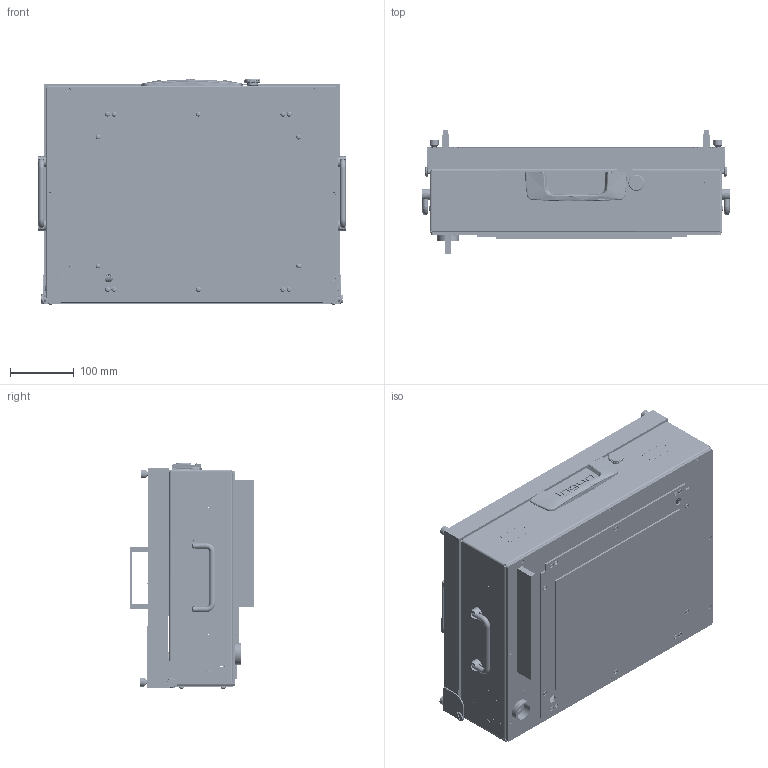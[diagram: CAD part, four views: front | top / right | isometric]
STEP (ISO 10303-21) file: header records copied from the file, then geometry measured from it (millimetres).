
FILE_DESCRIPTION (( 'STEP AP214' ), '1' );
FILE_NAME ('INGUN_114651.STEP', '2025-07-15T13:32:52', ( '' ), ( '' ), 'SwSTEP 2.0', 'SolidWorks 2023', '' );
FILE_SCHEMA (( 'AUTOMOTIVE_DESIGN' ));
Length unit declared in the file: millimetre
Products named in the file (73): 113690~4_S; 11657~0; 2196~7; 2497-1~0_6,3 mm Auge <Standard>; INFO_4562~3_Typenschild 1010; 19420~3; ISO7380~n_M04,0x010; ASR~asr_Øi05,2x03xØa10; 116282~0_S; 9905~1_S; 113517~0_S; 1607~1; 11683~0; 116281~0_S; DIN125~n_04,3 M04,0; DIN_6799_-_A2~n_d 5; DIN913~n_M03,0x06; 113674~0; 116284~0_S; 112024~0_S; 112838~2_S; ISO7380~n_M04,0x006; 113691~2_S; DIN7991~n_M04,0x012; 34848~0; 116128~1_S; Gewindebuchse~n_M04-07,5 offen; 114364~0_S; 2497-2~0_6,3 mm Auge <Standard>; 11655~0; 113751~1_S; 113752~1_S; ISO7380~n_M04,0x008; DIN934~n_M04,0 A2; 112025~4_S; 113673~0_S; 32171~1_S; 50889~1_KUNDE<S>; 114607~0_S; 114196_004~0_S ...
Assembly tree (164 placements, depth 5):
  INGUN_114651
    113690~4_S
      113691~2_S
      32171~1_S
      112992~2_S  x2
      49317~0  x2
      114196~0  x2
        114196_001~0
        114196_002~0
        114196_003~0
        114196_004~0_S
      DIN912~n_M04,0x016
      112024~0_S
      112025~4_S
      DIN125~n_04,3 M04,0
      DIN985-A2~n_M04,0
      112026~0_Mitte<S>
      ISO7380~n_M03,0x005
      114364~0_S
      DIN934~n_M04,0 A2
      116832~0_S
        116542~2_S
        DIN913~n_M03,0x06
        114364~0_S
    113750~4_KUNDE<S>
      115767~1_S
        113751~1_S
        Gewindebuchse~n_M04-07,5 offen  x4
        Gewindebuchse~n_M04-05,0 geschlossen  x7
      113752~1_S
      113753~3_S
      104093~2_KUNDE<S>
      105791~0  x4
      ASR~asr_Øi05,2x03xØa10  x12
      112838~2_S  x4
      116281~0_S  x2
        116282~0_S
          116283~0_S
          DIN125~n_05,3 M05,0 Fase
          116284~0_S
        49317~0
        ISO7380~n_M04,0x006
      42751~1_S
      116128~1_S  x2
      1607~1  x2
      ISO7380~n_M04,0x012  x4
      19420~3
      11657~0
      11655~0
      11683~0
      ISO7380~n_M03,0x006  x6
      DIN_6799_-_A2~n_d 5  x4
      DIN7~n_04,0m6x004  x2
      DIN985-A2~n_M04,0  x2
      2196~7  x2
      DIN7991~n_M04,0x012  x2
      2229~6  x2
      5332~0  x2
      INFO_4562~3_Typenschild 1010
      114607~0_S
Bounding box: 484 x 196.03 x 355.1 mm (x, y, z)
Volume: 4195690.8 mm3; surface area: 1895587 mm2
Topology: 167 solids, 167 shells, 9210 faces, 21767 edges, 13333 vertices
Faces by surface type: plane 3261, cylinder 2959, bspline 2394, cone 404, torus 184, sphere 8
Entity records: 233263 total; most frequent: CARTESIAN_POINT 123028, ORIENTED_EDGE 25062, DIRECTION 16523, EDGE_CURVE 12531, VERTEX_POINT 7451, AXIS2_PLACEMENT_3D 6195, EDGE_LOOP 5996, ADVANCED_FACE 5418
